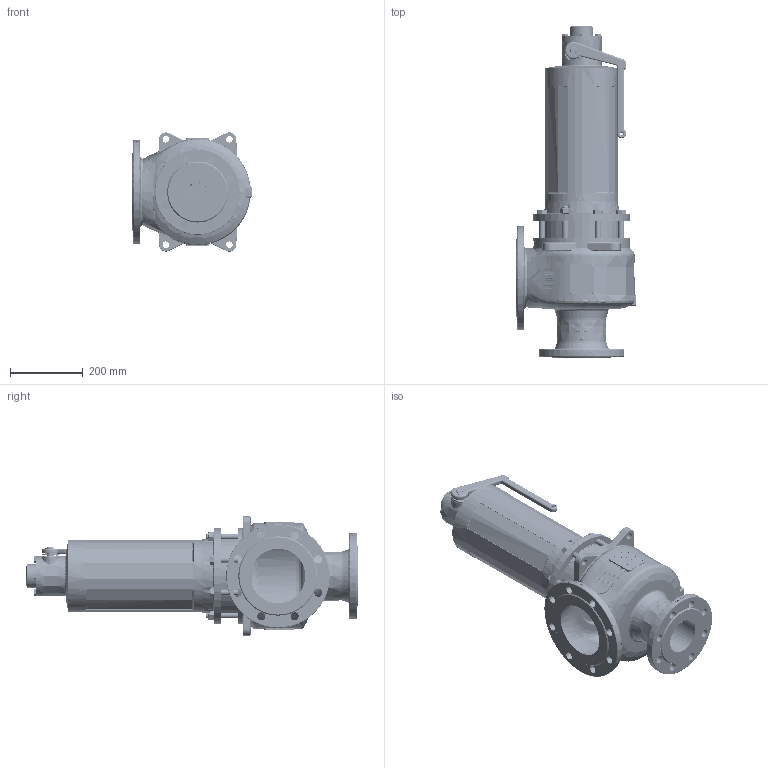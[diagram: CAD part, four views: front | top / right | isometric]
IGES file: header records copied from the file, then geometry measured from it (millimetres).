
Start section: SolidWorks IGES file using analytic representation for surfaces
Global section: file name: 455BGFL_100_FLFL_100150_MD.IGS; native system: SolidWorks 2020; preprocessor: SolidWorks 2020; author: Hehr; date: 200901.101156; units: millimetre
Bounding box: 329 x 913 x 327.98 mm (x, y, z)
Surface area: 1796397.7 mm2 (no closed solid volume)
Topology: 0 solids, 0 shells, 3122 faces, 38770 edges, 38690 vertices
Faces by surface type: bspline 2155, revolution 967
